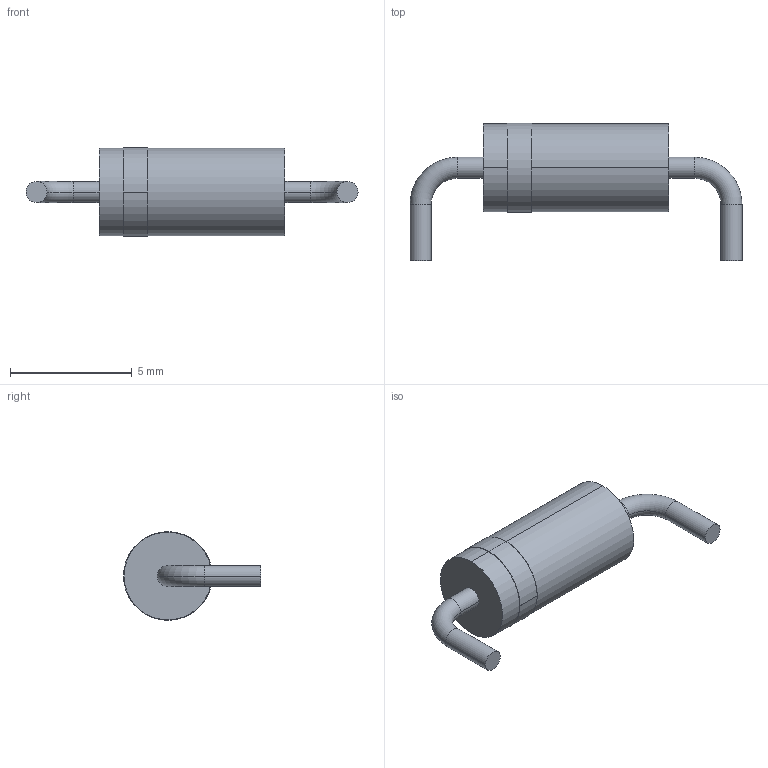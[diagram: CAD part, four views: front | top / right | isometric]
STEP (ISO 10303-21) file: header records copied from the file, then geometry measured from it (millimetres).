
FILE_DESCRIPTION (( 'STEP AP214' ), '1' );
FILE_NAME ('User Library-DO-15-3.STEP', '2014-05-19T12:20:49', ( 'Windows User' ), ( '' ), 'SwSTEP 2.0', 'SolidWorks 2014', '' );
FILE_SCHEMA (( 'AUTOMOTIVE_DESIGN' ));
Length unit declared in the file: millimetre
Products named in the file (1): User Library-DO-15-3
Bounding box: 13.61 x 5.62 x 3.64 mm (x, y, z)
Volume: 84.5 mm3; surface area: 163.1 mm2
Topology: 4 solids, 4 shells, 26 faces, 46 edges, 28 vertices
Faces by surface type: cylinder 14, plane 8, torus 4
Entity records: 791 total; most frequent: DIRECTION 132, CARTESIAN_POINT 101, ORIENTED_EDGE 92, AXIS2_PLACEMENT_3D 59, EDGE_CURVE 46, CIRCLE 32, EDGE_LOOP 28, VERTEX_POINT 28
